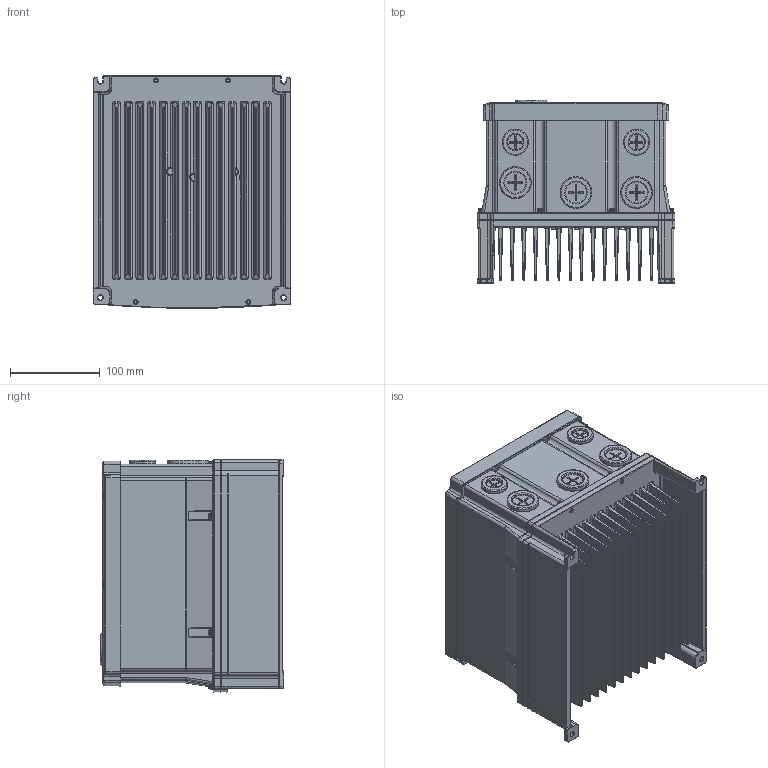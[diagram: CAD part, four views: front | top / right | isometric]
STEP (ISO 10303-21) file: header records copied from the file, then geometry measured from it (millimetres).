
FILE_DESCRIPTION (( 'STEP AP214' ), '1' );
FILE_NAME ('total_ig7_ip66_037_v2_asm Red 1 EXT1B w Non PDS KNOB 1 m1c.STEP', '2021-03-15T12:48:27', ( '' ), ( '' ), 'SwSTEP 2.0', 'SolidWorks 2017', '' );
FILE_SCHEMA (( 'AUTOMOTIVE_DESIGN' ));
Length unit declared in the file: inch
Products named in the file (1): total_ig7_ip66_037_v2_asm Red 1 EXT1B w Non PDS KNOB 1 m1c
Bounding box: 220 x 203.9 x 258.69 mm (x, y, z)
Volume: 7466640.2 mm3; surface area: 838319.1 mm2
Topology: 18 solids, 57 shells, 3306 faces, 7879 edges, 4781 vertices
Faces by surface type: plane 1087, cylinder 1034, bspline 911, cone 226, torus 36, sphere 12
Entity records: 145096 total; most frequent: CARTESIAN_POINT 77064, ORIENTED_EDGE 15716, DIRECTION 11823, EDGE_CURVE 7858, VERTEX_POINT 4781, AXIS2_PLACEMENT_3D 4265, EDGE_LOOP 3497, FACE_OUTER_BOUND 3306
